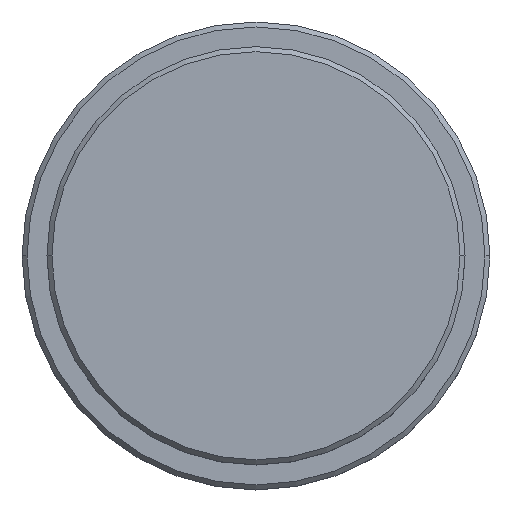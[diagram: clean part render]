
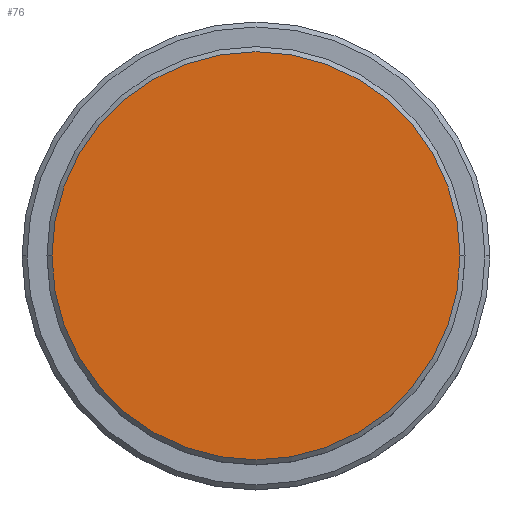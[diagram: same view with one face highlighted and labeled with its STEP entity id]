
A CAD part, top view. The second image highlights one B-rep face of the part: STEP entity #76.
In plain terms, the highlighted planar face has unit normal (0, 0, 1).
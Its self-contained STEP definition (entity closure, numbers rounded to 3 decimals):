
#2 = DIRECTION ( 'NONE',  ( 0., 0., 1. ) ) ;
#47 = CIRCLE ( 'NONE', #658, 20.5 ) ;
#75 = VERTEX_POINT ( 'NONE', #1117 ) ;
#76 = ADVANCED_FACE ( 'NONE', ( #1005 ), #897, .T. ) ;
#99 = DIRECTION ( 'NONE',  ( 1., 0., 0. ) ) ;
#132 = AXIS2_PLACEMENT_3D ( 'NONE', #376, #270, #1060 ) ;
#234 = ORIENTED_EDGE ( 'NONE', *, *, #671, .T. ) ;
#270 = DIRECTION ( 'NONE',  ( 0., 0., 1. ) ) ;
#376 = CARTESIAN_POINT ( 'NONE',  ( 0., 0., 0. ) ) ;
#540 = CARTESIAN_POINT ( 'NONE',  ( 0., 0., 0. ) ) ;
#620 = EDGE_CURVE ( 'NONE', #75, #1130, #47, .T. ) ;
#658 = AXIS2_PLACEMENT_3D ( 'NONE', #1253, #1144, #816 ) ;
#671 = EDGE_CURVE ( 'NONE', #1130, #75, #1020, .T. ) ;
#680 = AXIS2_PLACEMENT_3D ( 'NONE', #540, #2, #99 ) ;
#781 = ORIENTED_EDGE ( 'NONE', *, *, #620, .T. ) ;
#816 = DIRECTION ( 'NONE',  ( 1., 0., 0. ) ) ;
#897 = PLANE ( 'NONE',  #132 ) ;
#968 = CARTESIAN_POINT ( 'NONE',  ( -20.5, 0., 0. ) ) ;
#1005 = FACE_OUTER_BOUND ( 'NONE', #1083, .T. ) ;
#1020 = CIRCLE ( 'NONE', #680, 20.5 ) ;
#1060 = DIRECTION ( 'NONE',  ( 1., 0., 0. ) ) ;
#1083 = EDGE_LOOP ( 'NONE', ( #234, #781 ) ) ;
#1117 = CARTESIAN_POINT ( 'NONE',  ( 20.5, 0., 0. ) ) ;
#1130 = VERTEX_POINT ( 'NONE', #968 ) ;
#1144 = DIRECTION ( 'NONE',  ( 0., 0., 1. ) ) ;
#1253 = CARTESIAN_POINT ( 'NONE',  ( 0., 0., 0. ) ) ;
